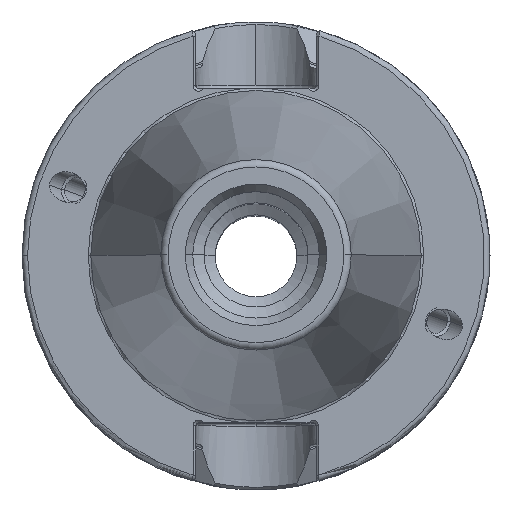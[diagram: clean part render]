
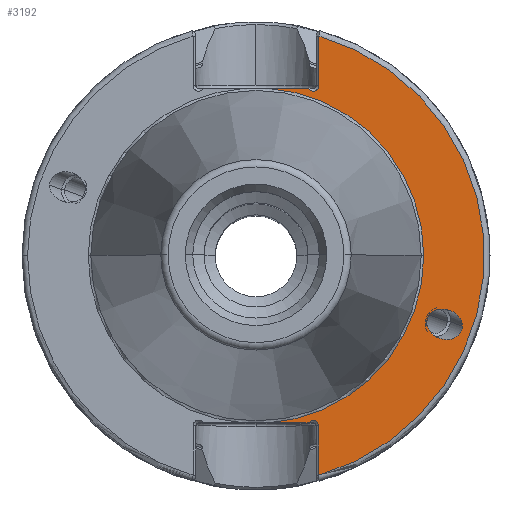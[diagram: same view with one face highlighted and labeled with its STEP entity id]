
A CAD part, top view. The second image highlights one B-rep face of the part: STEP entity #3192.
In plain terms, the highlighted planar face has unit normal (0, 0, 1).
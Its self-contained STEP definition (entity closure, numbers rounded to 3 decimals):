
#52 = CARTESIAN_POINT ( 'NONE',  ( 22.978, -8.971, -2. ) ) ;
#68 = CARTESIAN_POINT ( 'NONE',  ( 8.417, -22.875, -2. ) ) ;
#74 = CARTESIAN_POINT ( 'NONE',  ( 27.766, -9.498, -2. ) ) ;
#81 = VECTOR ( 'NONE', #6773, 1000. ) ;
#373 = VERTEX_POINT ( 'NONE', #4235 ) ;
#430 = DIRECTION ( 'NONE',  ( -1., 0., 0. ) ) ;
#436 = VERTEX_POINT ( 'NONE', #2928 ) ;
#457 = DIRECTION ( 'NONE',  ( 0., 0., -1. ) ) ;
#472 = CARTESIAN_POINT ( 'NONE',  ( 0., 0., -2. ) ) ;
#479 = ORIENTED_EDGE ( 'NONE', *, *, #2087, .T. ) ;
#578 = VECTOR ( 'NONE', #3780, 1000. ) ;
#697 = AXIS2_PLACEMENT_3D ( 'NONE', #2199, #1172, #3935 ) ;
#757 = EDGE_CURVE ( 'NONE', #1644, #3017, #1994, .T. ) ;
#1038 = AXIS2_PLACEMENT_3D ( 'NONE', #5822, #5700, #5691 ) ;
#1103 = VERTEX_POINT ( 'NONE', #2774 ) ;
#1172 = DIRECTION ( 'NONE',  ( 0., 0., 1. ) ) ;
#1197 = CARTESIAN_POINT ( 'NONE',  ( 22.563, 0., -2. ) ) ;
#1277 = DIRECTION ( 'NONE',  ( 0., 0., -1. ) ) ;
#1292 = VECTOR ( 'NONE', #7573, 1000. ) ;
#1475 = AXIS2_PLACEMENT_3D ( 'NONE', #3892, #5039, #3122 ) ;
#1644 = VERTEX_POINT ( 'NONE', #7579 ) ;
#1749 = CARTESIAN_POINT ( 'NONE',  ( 0., 22.5, -2. ) ) ;
#1795 = DIRECTION ( 'NONE',  ( 0., -1., 0. ) ) ;
#1816 = CARTESIAN_POINT ( 'NONE',  ( 8.417, 31.475, -2. ) ) ;
#1867 = DIRECTION ( 'NONE',  ( -1., 0., 0. ) ) ;
#1907 = VERTEX_POINT ( 'NONE', #6216 ) ;
#1994 = LINE ( 'NONE', #1749, #81 ) ;
#2087 = EDGE_CURVE ( 'NONE', #2563, #373, #7617, .T. ) ;
#2095 = EDGE_CURVE ( 'NONE', #4602, #3017, #5042, .T. ) ;
#2115 = LINE ( 'NONE', #3694, #578 ) ;
#2118 = EDGE_LOOP ( 'NONE', ( #5058, #7333, #4856, #7241, #6120, #4752, #5112, #5695, #2204 ) ) ;
#2199 = CARTESIAN_POINT ( 'NONE',  ( 0., 0., -2. ) ) ;
#2204 = ORIENTED_EDGE ( 'NONE', *, *, #6585, .T. ) ;
#2386 = EDGE_CURVE ( 'NONE', #1103, #436, #3924, .T. ) ;
#2563 = VERTEX_POINT ( 'NONE', #52 ) ;
#2569 = CARTESIAN_POINT ( 'NONE',  ( 22.978, -4.892, -2. ) ) ;
#2610 = CARTESIAN_POINT ( 'NONE',  ( 22.978, -8.971, -2. ) ) ;
#2714 = CARTESIAN_POINT ( 'NONE',  ( 27.766, -5.419, -2. ) ) ;
#2762 = CARTESIAN_POINT ( 'NONE',  ( 27.766, -9.498, -2. ) ) ;
#2774 = CARTESIAN_POINT ( 'NONE',  ( 8.417, -29.55, -2. ) ) ;
#2928 = CARTESIAN_POINT ( 'NONE',  ( 8.47, 29.534, -2. ) ) ;
#3017 = VERTEX_POINT ( 'NONE', #6621 ) ;
#3029 = PLANE ( 'NONE',  #6406 ) ;
#3122 = DIRECTION ( 'NONE',  ( -1., 0., 0. ) ) ;
#3192 = ADVANCED_FACE ( 'NONE', ( #4435, #7566 ), #3029, .F. ) ;
#3203 = DIRECTION ( 'NONE',  ( -1., 0., 0. ) ) ;
#3290 = EDGE_CURVE ( 'NONE', #4295, #1907, #4524, .T. ) ;
#3531 = VERTEX_POINT ( 'NONE', #1197 ) ;
#3626 = CARTESIAN_POINT ( 'NONE',  ( 0., 31.475, -2. ) ) ;
#3694 = CARTESIAN_POINT ( 'NONE',  ( 8.47, 22.875, -2. ) ) ;
#3742 = EDGE_CURVE ( 'NONE', #373, #2563, #6842, .T. ) ;
#3780 = DIRECTION ( 'NONE',  ( 0., -1., 0. ) ) ;
#3892 = CARTESIAN_POINT ( 'NONE',  ( 7.72, -22.875, -2. ) ) ;
#3924 = CIRCLE ( 'NONE', #697, 30.725 ) ;
#3935 = DIRECTION ( 'NONE',  ( -1., 0., 0. ) ) ;
#4235 = CARTESIAN_POINT ( 'NONE',  ( 27.766, -9.498, -2. ) ) ;
#4295 = VERTEX_POINT ( 'NONE', #6330 ) ;
#4435 = FACE_BOUND ( 'NONE', #5386, .T. ) ;
#4524 = LINE ( 'NONE', #6898, #1292 ) ;
#4602 = VERTEX_POINT ( 'NONE', #5176 ) ;
#4621 = DIRECTION ( 'NONE',  ( 0., 0., -1. ) ) ;
#4718 = EDGE_CURVE ( 'NONE', #436, #4602, #2115, .T. ) ;
#4752 = ORIENTED_EDGE ( 'NONE', *, *, #2095, .T. ) ;
#4768 = AXIS2_PLACEMENT_3D ( 'NONE', #5027, #4621, #3203 ) ;
#4803 = VECTOR ( 'NONE', #1795, 1000. ) ;
#4842 = EDGE_CURVE ( 'NONE', #5710, #1103, #6379, .T. ) ;
#4856 = ORIENTED_EDGE ( 'NONE', *, *, #4842, .T. ) ;
#5013 = EDGE_CURVE ( 'NONE', #1644, #3531, #7542, .T. ) ;
#5027 = CARTESIAN_POINT ( 'NONE',  ( 7.72, 22.875, -2. ) ) ;
#5039 = DIRECTION ( 'NONE',  ( 0., 0., -1. ) ) ;
#5042 = CIRCLE ( 'NONE', #4768, 0.75 ) ;
#5058 = ORIENTED_EDGE ( 'NONE', *, *, #3290, .F. ) ;
#5112 = ORIENTED_EDGE ( 'NONE', *, *, #757, .F. ) ;
#5176 = CARTESIAN_POINT ( 'NONE',  ( 8.47, 22.875, -2. ) ) ;
#5181 = CIRCLE ( 'NONE', #1038, 22.563 ) ;
#5249 = CARTESIAN_POINT ( 'NONE',  ( 27.766, -13.577, -2. ) ) ;
#5386 = EDGE_LOOP ( 'NONE', ( #6614, #479 ) ) ;
#5449 = CIRCLE ( 'NONE', #1475, 0.697 ) ;
#5691 = DIRECTION ( 'NONE',  ( -1., 0., 0. ) ) ;
#5695 = ORIENTED_EDGE ( 'NONE', *, *, #5013, .T. ) ;
#5700 = DIRECTION ( 'NONE',  ( 0., 0., -1. ) ) ;
#5710 = VERTEX_POINT ( 'NONE', #68 ) ;
#5822 = CARTESIAN_POINT ( 'NONE',  ( 0., 0., -2. ) ) ;
#5879 = CARTESIAN_POINT ( 'NONE',  ( 22.978, -8.971, -2. ) ) ;
#6120 = ORIENTED_EDGE ( 'NONE', *, *, #4718, .T. ) ;
#6216 = CARTESIAN_POINT ( 'NONE',  ( 1.684, -22.5, -2. ) ) ;
#6330 = CARTESIAN_POINT ( 'NONE',  ( 7.133, -22.5, -2. ) ) ;
#6379 = LINE ( 'NONE', #1816, #4803 ) ;
#6406 = AXIS2_PLACEMENT_3D ( 'NONE', #3626, #1277, #1867 ) ;
#6585 = EDGE_CURVE ( 'NONE', #3531, #1907, #5181, .T. ) ;
#6614 = ORIENTED_EDGE ( 'NONE', *, *, #3742, .T. ) ;
#6621 = CARTESIAN_POINT ( 'NONE',  ( 7.07, 22.5, -2. ) ) ;
#6773 = DIRECTION ( 'NONE',  ( 1., 0., 0. ) ) ;
#6842 =( BOUNDED_CURVE ( )  B_SPLINE_CURVE ( 3, ( #74, #5249, #7119, #5879 ),
 .UNSPECIFIED., .F., .F. ) 
 B_SPLINE_CURVE_WITH_KNOTS ( ( 4, 4 ),
 ( 5.993, 9.135 ),
 .UNSPECIFIED. ) 
 CURVE ( )  GEOMETRIC_REPRESENTATION_ITEM ( )  RATIONAL_B_SPLINE_CURVE ( ( 1., 0.333, 0.333, 1. ) ) 
 REPRESENTATION_ITEM ( '' )  );
#6898 = CARTESIAN_POINT ( 'NONE',  ( 0., -22.5, -2. ) ) ;
#7088 = AXIS2_PLACEMENT_3D ( 'NONE', #472, #457, #430 ) ;
#7119 = CARTESIAN_POINT ( 'NONE',  ( 22.978, -13.051, -2. ) ) ;
#7241 = ORIENTED_EDGE ( 'NONE', *, *, #2386, .T. ) ;
#7333 = ORIENTED_EDGE ( 'NONE', *, *, #7644, .T. ) ;
#7542 = CIRCLE ( 'NONE', #7088, 22.563 ) ;
#7566 = FACE_OUTER_BOUND ( 'NONE', #2118, .T. ) ;
#7573 = DIRECTION ( 'NONE',  ( -1., 0., 0. ) ) ;
#7579 = CARTESIAN_POINT ( 'NONE',  ( 1.684, 22.5, -2. ) ) ;
#7617 =( BOUNDED_CURVE ( )  B_SPLINE_CURVE ( 3, ( #2610, #2569, #2714, #2762 ),
 .UNSPECIFIED., .F., .F. ) 
 B_SPLINE_CURVE_WITH_KNOTS ( ( 4, 4 ),
 ( 2.852, 5.993 ),
 .UNSPECIFIED. ) 
 CURVE ( )  GEOMETRIC_REPRESENTATION_ITEM ( )  RATIONAL_B_SPLINE_CURVE ( ( 1., 0.333, 0.333, 1. ) ) 
 REPRESENTATION_ITEM ( '' )  );
#7644 = EDGE_CURVE ( 'NONE', #4295, #5710, #5449, .T. ) ;
